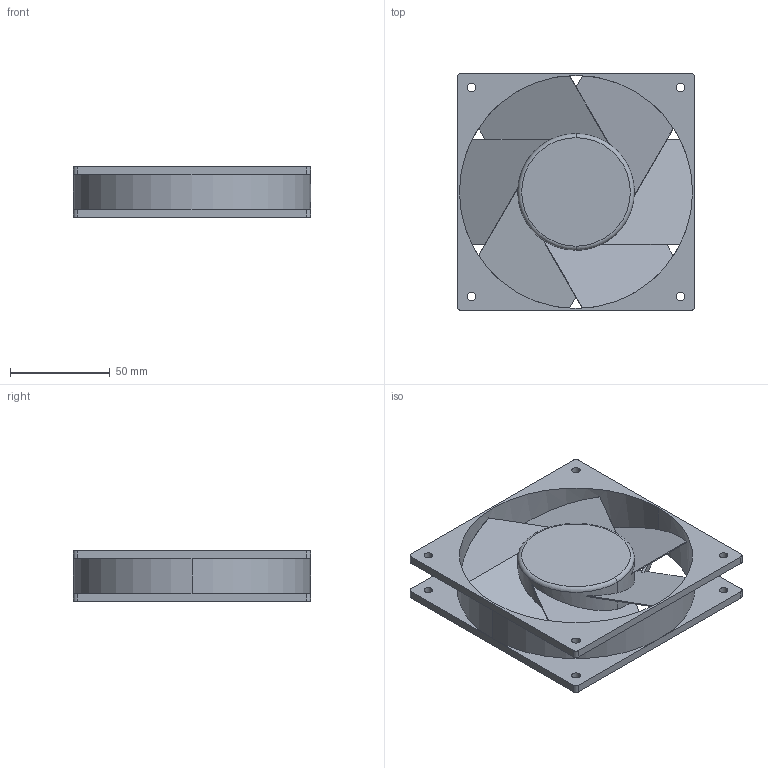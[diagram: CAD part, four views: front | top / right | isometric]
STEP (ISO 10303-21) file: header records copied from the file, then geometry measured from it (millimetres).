
FILE_DESCRIPTION(('STEP AP214'),'1');
FILE_NAME('70371915.stp','2018-08-04T05:24:02',('TraceParts'),('TraceParts S.A.'),'Spatial InterOp 3D',' ',' ');
FILE_SCHEMA(('automotive_design'));
Length unit declared in the file: millimetre
Products named in the file (1): 70371915
Bounding box: 119 x 119 x 25.4 mm (x, y, z)
Volume: 107453.4 mm3; surface area: 64988.7 mm2
Topology: 1 solids, 1 shells, 97 faces, 315 edges, 205 vertices
Faces by surface type: plane 63, cylinder 32, torus 2
Entity records: 3820 total; most frequent: CARTESIAN_POINT 1015, ORIENTED_EDGE 630, DIRECTION 531, EDGE_CURVE 315, VERTEX_POINT 205, AXIS2_PLACEMENT_3D 179, LINE 173, VECTOR 173
